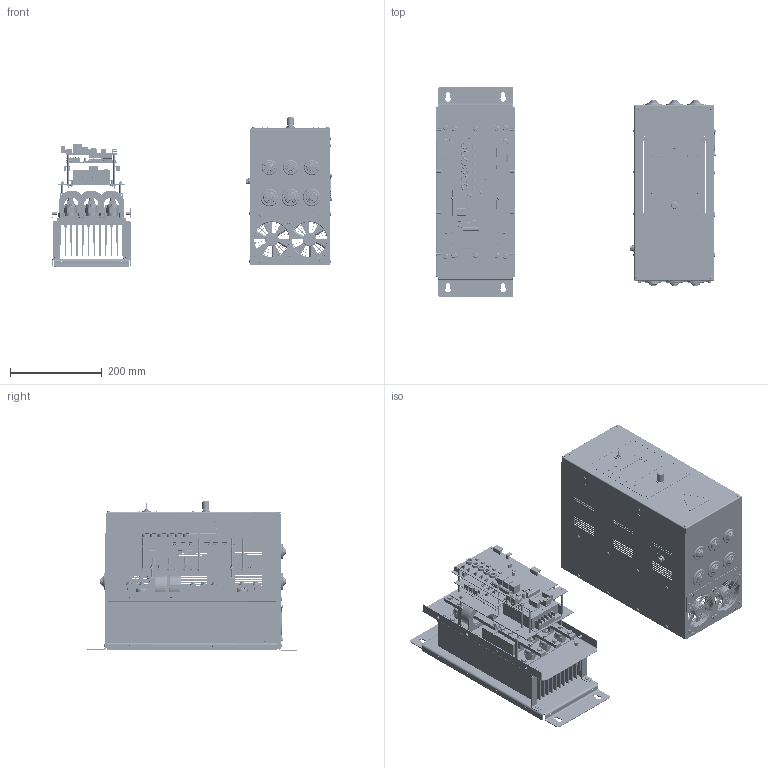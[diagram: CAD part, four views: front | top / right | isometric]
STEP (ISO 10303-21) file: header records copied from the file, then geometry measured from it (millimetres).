
FILE_DESCRIPTION(('STEP AP242'), '1');
FILE_NAME('Default file header', '2025-03-18T05:16:47', ('Default author'), ('Default organization'), 'C3D Converter', 'C3D Toolkit', 'Default authization');
FILE_SCHEMA(('AP242_MANAGED_MODEL_BASED_3D_ENGINEERING_MIM_LF { 1 0 10303 442 1 1 4 }'));
Length unit declared in the file: millimetre
Assembly tree (564 placements, depth 6):
  (unnamed)
    (unnamed)
      (unnamed)
        (unnamed)
        (unnamed)
      (unnamed)
        (unnamed)
          (unnamed)
          (unnamed)
      (unnamed)
        (unnamed)
          (unnamed)
          (unnamed)
          (unnamed)
          (unnamed)
          (unnamed)
          (unnamed)
          (unnamed)
          (unnamed)
          (unnamed)
          (unnamed)
          (unnamed)
          (unnamed)
          (unnamed)
          (unnamed)
          (unnamed)
          (unnamed)
          (unnamed)
          (unnamed)
        (unnamed)
          (unnamed)
        (unnamed)
        (unnamed)
        (unnamed)
        (unnamed)
        (unnamed)
        (unnamed)
        (unnamed)
        (unnamed)
        (unnamed)
        (unnamed)
        (unnamed)
        (unnamed)
        (unnamed)
        (unnamed)
        (unnamed)
        (unnamed)
        (unnamed)
        (unnamed)
        (unnamed)
        (unnamed)
        (unnamed)
        (unnamed)
        (unnamed)
        (unnamed)
      (unnamed)
        (unnamed)
        (unnamed)
      (unnamed)
        (unnamed)
Bounding box: 609.05 x 458 x 324.17 mm (x, y, z)
Volume: 3371657.9 mm3; surface area: 2448885.6 mm2
Topology: 563 solids, 563 shells, 7264 faces, 17020 edges, 11274 vertices
Faces by surface type: plane 4461, cylinder 1984, cone 439, torus 297, sphere 79, bspline 4
Full cylindrical faces by diameter (mm): 1 x55, 1.5 x4, 1.857 x10, 2 x71, 2.3 x1, 2.5 x76, 2.6 x19, 2.7 x1, 3 x135, 3.2 x20, 3.235 x3, 3.294 x1, 3.3 x26, 3.5 x48, 3.685 x3, 4 x100, 4.2 x2, 4.3 x6, 4.5 x42, 5 x20, 5.2 x12, 5.5 x62, 5.9 x10, 6 x120, 6.4 x44, 6.5 x47, 6.6 x8, 7 x42, 7.5 x4, 8 x2
Entity records: 314921 total; most frequent: CARTESIAN_POINT 83026, DIRECTION 33372, ORIENTED_EDGE 28668, EDGE_CURVE 14334, AXIS2_PLACEMENT_3D 13019, VERTEX_POINT 10739, EDGE_LOOP 10450, PROPERTY_DEFINITION 9826
